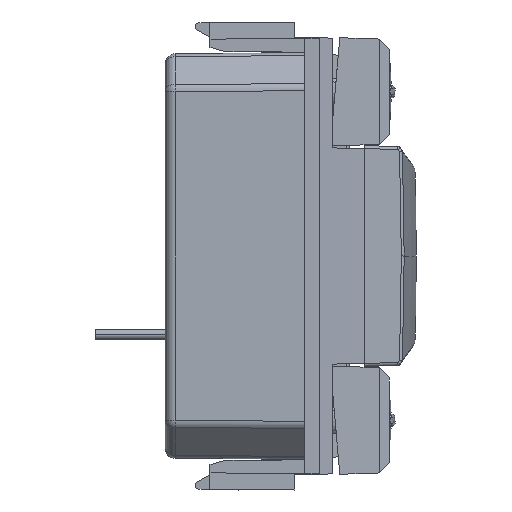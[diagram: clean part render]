
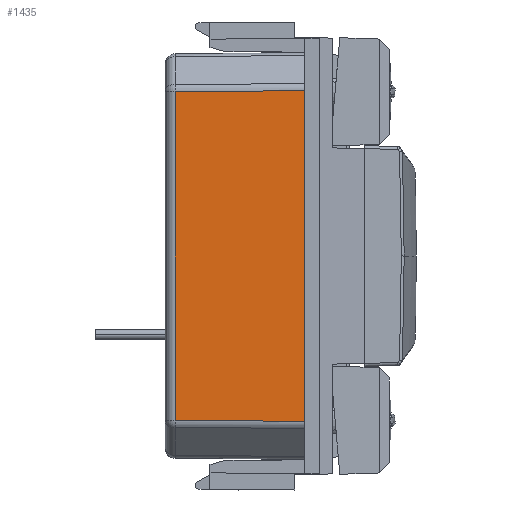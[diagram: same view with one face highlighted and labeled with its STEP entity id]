
A CAD part, left-side view. The second image highlights one B-rep face of the part: STEP entity #1435.
In plain terms, the highlighted face is planar.
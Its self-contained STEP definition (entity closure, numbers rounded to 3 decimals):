
#1407=AXIS2_PLACEMENT_3D('Plane Axis2P3D',#1404,#1405,#1406) ;
#268=CARTESIAN_POINT('Vertex',(-16.586,-21.9,0.)) ;
#271=CARTESIAN_POINT('Line Origine',(-8.293,-21.9,0.)) ;
#275=CARTESIAN_POINT('Vertex',(0.,-21.9,0.)) ;
#278=CARTESIAN_POINT('Line Origine',(8.293,-21.9,0.)) ;
#282=CARTESIAN_POINT('Vertex',(16.586,-21.9,0.)) ;
#1385=CARTESIAN_POINT('Line Origine',(-16.56,-21.839,-7.)) ;
#1389=CARTESIAN_POINT('Vertex',(-16.539,-21.786,-13.009)) ;
#1404=CARTESIAN_POINT('Axis2P3D Location',(-8.5,-21.9,0.)) ;
#1409=CARTESIAN_POINT('Line Origine',(-10.213,-21.786,-13.009)) ;
#1413=CARTESIAN_POINT('Vertex',(0.,-21.786,-13.009)) ;
#1415=CARTESIAN_POINT('Vertex',(16.539,-21.786,-13.009)) ;
#1419=CARTESIAN_POINT('Control Point',(16.539,-21.786,-13.009)) ;
#1420=CARTESIAN_POINT('Control Point',(16.586,-21.9,0.)) ;
#1422=CARTESIAN_POINT('Line Origine',(-10.213,-21.786,-13.009)) ;
#272=DIRECTION('Vector Direction',(1.,0.,0.)) ;
#279=DIRECTION('Vector Direction',(1.,0.,0.)) ;
#1386=DIRECTION('Vector Direction',(-0.004,-0.009,1.)) ;
#1405=DIRECTION('Axis2P3D Direction',(0.,-1.,-0.009)) ;
#1406=DIRECTION('Axis2P3D XDirection',(1.,0.,0.)) ;
#1410=DIRECTION('Vector Direction',(1.,0.,0.)) ;
#1423=DIRECTION('Vector Direction',(1.,0.,0.)) ;
#273=VECTOR('Line Direction',#272,1.) ;
#280=VECTOR('Line Direction',#279,1.) ;
#1387=VECTOR('Line Direction',#1386,1.) ;
#1411=VECTOR('Line Direction',#1410,1.) ;
#1424=VECTOR('Line Direction',#1423,1.) ;
#1428=ORIENTED_EDGE('',*,*,#1417,.T.) ;
#1429=ORIENTED_EDGE('',*,*,#1421,.F.) ;
#1430=ORIENTED_EDGE('',*,*,#284,.T.) ;
#1431=ORIENTED_EDGE('',*,*,#277,.F.) ;
#1432=ORIENTED_EDGE('',*,*,#1391,.T.) ;
#1433=ORIENTED_EDGE('',*,*,#1426,.F.) ;
#1435=ADVANCED_FACE('BODY_LAVORO',(#1434),#1408,.T.) ;
#1418=B_SPLINE_CURVE_WITH_KNOTS('',1,(#1419,#1420),.UNSPECIFIED.,.F.,.U.,(2,2),(-6.009,7.),.UNSPECIFIED.) ;
#277=EDGE_CURVE('',#269,#276,#274,.T.) ;
#284=EDGE_CURVE('',#283,#276,#281,.F.) ;
#1391=EDGE_CURVE('',#269,#1390,#1388,.F.) ;
#1417=EDGE_CURVE('',#1414,#1416,#1412,.T.) ;
#1421=EDGE_CURVE('',#283,#1416,#1418,.F.) ;
#1426=EDGE_CURVE('',#1414,#1390,#1425,.F.) ;
#1427=EDGE_LOOP('',(#1428,#1429,#1430,#1431,#1432,#1433)) ;
#1434=FACE_OUTER_BOUND('',#1427,.T.) ;
#274=LINE('Line',#271,#273) ;
#281=LINE('Line',#278,#280) ;
#1388=LINE('Line',#1385,#1387) ;
#1412=LINE('Line',#1409,#1411) ;
#1425=LINE('Line',#1422,#1424) ;
#1408=PLANE('',#1407) ;
#269=VERTEX_POINT('',#268) ;
#276=VERTEX_POINT('',#275) ;
#283=VERTEX_POINT('',#282) ;
#1390=VERTEX_POINT('',#1389) ;
#1414=VERTEX_POINT('',#1413) ;
#1416=VERTEX_POINT('',#1415) ;
